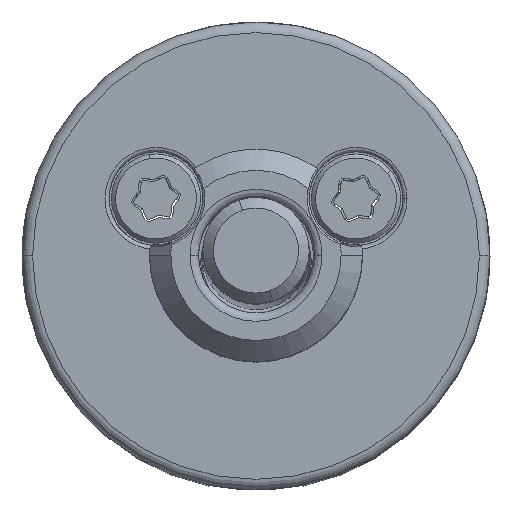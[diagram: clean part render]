
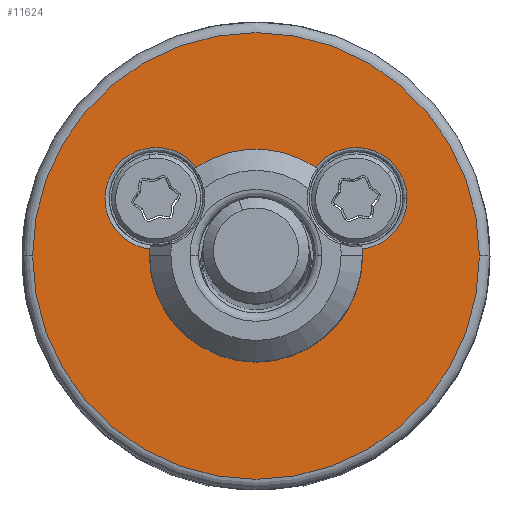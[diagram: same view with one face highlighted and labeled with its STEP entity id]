
A CAD part, top view. The second image highlights one B-rep face of the part: STEP entity #11624.
In plain terms, the highlighted planar face has unit normal (0, 0, 1).
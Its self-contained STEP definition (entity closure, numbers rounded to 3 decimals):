
#174 = CARTESIAN_POINT ( 'NONE',  ( 0., 0., 136.6 ) ) ;
#216 = VERTEX_POINT ( 'NONE', #9913 ) ;
#760 = EDGE_CURVE ( 'NONE', #20023, #18528, #879, .T. ) ;
#879 = CIRCLE ( 'NONE', #11261, 4.8 ) ;
#948 = CARTESIAN_POINT ( 'NONE',  ( -2.674, 3.986, 136.6 ) ) ;
#1362 = DIRECTION ( 'NONE',  ( 1., 0., 0. ) ) ;
#1836 = DIRECTION ( 'NONE',  ( 1., 0., 0. ) ) ;
#2182 = FACE_BOUND ( 'NONE', #20085, .T. ) ;
#2779 = CARTESIAN_POINT ( 'NONE',  ( 0., 4.8, 136.6 ) ) ;
#2783 = EDGE_CURVE ( 'NONE', #18528, #19330, #12090, .T. ) ;
#3037 = CARTESIAN_POINT ( 'NONE',  ( 0., 0., 136.6 ) ) ;
#3472 = CARTESIAN_POINT ( 'NONE',  ( 4.7, 2.7, 136.6 ) ) ;
#4505 = CARTESIAN_POINT ( 'NONE',  ( 4.791, 0.302, 136.6 ) ) ;
#4715 = DIRECTION ( 'NONE',  ( 0., 1., 0. ) ) ;
#4788 = ORIENTED_EDGE ( 'NONE', *, *, #17347, .T. ) ;
#5104 = DIRECTION ( 'NONE',  ( 1., 0., 0. ) ) ;
#5507 = AXIS2_PLACEMENT_3D ( 'NONE', #17426, #8029, #19048 ) ;
#5824 = AXIS2_PLACEMENT_3D ( 'NONE', #174, #11508, #1836 ) ;
#5966 = CARTESIAN_POINT ( 'NONE',  ( 4.7, 2.7, 136.6 ) ) ;
#7046 = DIRECTION ( 'NONE',  ( 0., 0., 1. ) ) ;
#7591 = DIRECTION ( 'NONE',  ( 1., 0., 0. ) ) ;
#7876 = VERTEX_POINT ( 'NONE', #20234 ) ;
#7930 = DIRECTION ( 'NONE',  ( 0., 0., -1. ) ) ;
#8029 = DIRECTION ( 'NONE',  ( 0., 0., -1. ) ) ;
#8346 = CIRCLE ( 'NONE', #13296, 10.5 ) ;
#8452 = VERTEX_POINT ( 'NONE', #2779 ) ;
#8978 = CARTESIAN_POINT ( 'NONE',  ( -4.7, 2.7, 136.6 ) ) ;
#9117 = CIRCLE ( 'NONE', #5507, 4.8 ) ;
#9858 = PLANE ( 'NONE',  #5824 ) ;
#9913 = CARTESIAN_POINT ( 'NONE',  ( 10.5, 0., 136.6 ) ) ;
#10498 = VERTEX_POINT ( 'NONE', #11185 ) ;
#10592 = DIRECTION ( 'NONE',  ( 1., 0., 0. ) ) ;
#11034 = DIRECTION ( 'NONE',  ( 0., 0., 1. ) ) ;
#11185 = CARTESIAN_POINT ( 'NONE',  ( -10.5, 0., 136.6 ) ) ;
#11261 = AXIS2_PLACEMENT_3D ( 'NONE', #3037, #14245, #4715 ) ;
#11306 = ORIENTED_EDGE ( 'NONE', *, *, #15640, .T. ) ;
#11508 = DIRECTION ( 'NONE',  ( 0., 0., 1. ) ) ;
#11624 = ADVANCED_FACE ( 'NONE', ( #18641, #2182 ), #9858, .T. ) ;
#12090 = CIRCLE ( 'NONE', #15665, 2.4 ) ;
#12303 = ORIENTED_EDGE ( 'NONE', *, *, #17095, .T. ) ;
#12308 = EDGE_CURVE ( 'NONE', #15125, #20023, #13896, .T. ) ;
#12336 = ORIENTED_EDGE ( 'NONE', *, *, #12308, .T. ) ;
#12551 = ORIENTED_EDGE ( 'NONE', *, *, #18913, .T. ) ;
#13025 = ORIENTED_EDGE ( 'NONE', *, *, #2783, .T. ) ;
#13137 = EDGE_LOOP ( 'NONE', ( #11306, #4788 ) ) ;
#13273 = ORIENTED_EDGE ( 'NONE', *, *, #17784, .T. ) ;
#13296 = AXIS2_PLACEMENT_3D ( 'NONE', #20452, #11034, #1362 ) ;
#13480 = CARTESIAN_POINT ( 'NONE',  ( -4.791, 0.302, 136.6 ) ) ;
#13896 = CIRCLE ( 'NONE', #16910, 2.4 ) ;
#14099 = ORIENTED_EDGE ( 'NONE', *, *, #760, .T. ) ;
#14245 = DIRECTION ( 'NONE',  ( 0., 0., -1. ) ) ;
#14486 = CIRCLE ( 'NONE', #15939, 4.8 ) ;
#14624 = DIRECTION ( 'NONE',  ( 0., 0., -1. ) ) ;
#15125 = VERTEX_POINT ( 'NONE', #18479 ) ;
#15206 = AXIS2_PLACEMENT_3D ( 'NONE', #3472, #14624, #5104 ) ;
#15640 = EDGE_CURVE ( 'NONE', #216, #10498, #8346, .T. ) ;
#15665 = AXIS2_PLACEMENT_3D ( 'NONE', #8978, #20003, #10592 ) ;
#15939 = AXIS2_PLACEMENT_3D ( 'NONE', #17345, #7930, #18948 ) ;
#15949 = CIRCLE ( 'NONE', #16721, 10.5 ) ;
#16430 = CARTESIAN_POINT ( 'NONE',  ( 0., 0., 136.6 ) ) ;
#16721 = AXIS2_PLACEMENT_3D ( 'NONE', #16430, #7046, #18087 ) ;
#16910 = AXIS2_PLACEMENT_3D ( 'NONE', #5966, #16966, #7591 ) ;
#16966 = DIRECTION ( 'NONE',  ( 0., 0., -1. ) ) ;
#17095 = EDGE_CURVE ( 'NONE', #19330, #8452, #9117, .T. ) ;
#17345 = CARTESIAN_POINT ( 'NONE',  ( 0., 0., 136.6 ) ) ;
#17347 = EDGE_CURVE ( 'NONE', #10498, #216, #15949, .T. ) ;
#17426 = CARTESIAN_POINT ( 'NONE',  ( 0., 0., 136.6 ) ) ;
#17784 = EDGE_CURVE ( 'NONE', #8452, #7876, #14486, .T. ) ;
#18087 = DIRECTION ( 'NONE',  ( 1., 0., 0. ) ) ;
#18479 = CARTESIAN_POINT ( 'NONE',  ( 7.1, 2.7, 136.6 ) ) ;
#18528 = VERTEX_POINT ( 'NONE', #13480 ) ;
#18641 = FACE_OUTER_BOUND ( 'NONE', #13137, .T. ) ;
#18913 = EDGE_CURVE ( 'NONE', #7876, #15125, #20389, .T. ) ;
#18948 = DIRECTION ( 'NONE',  ( 0., 1., 0. ) ) ;
#19048 = DIRECTION ( 'NONE',  ( 0., 1., 0. ) ) ;
#19330 = VERTEX_POINT ( 'NONE', #948 ) ;
#20003 = DIRECTION ( 'NONE',  ( 0., 0., -1. ) ) ;
#20023 = VERTEX_POINT ( 'NONE', #4505 ) ;
#20085 = EDGE_LOOP ( 'NONE', ( #12303, #13273, #12551, #12336, #14099, #13025 ) ) ;
#20234 = CARTESIAN_POINT ( 'NONE',  ( 2.674, 3.986, 136.6 ) ) ;
#20389 = CIRCLE ( 'NONE', #15206, 2.4 ) ;
#20452 = CARTESIAN_POINT ( 'NONE',  ( 0., 0., 136.6 ) ) ;
